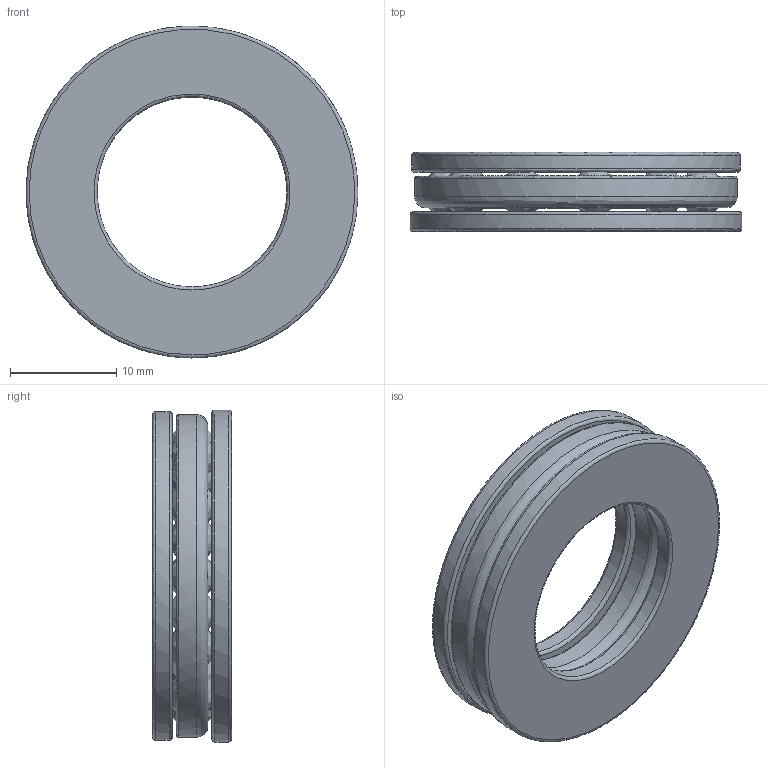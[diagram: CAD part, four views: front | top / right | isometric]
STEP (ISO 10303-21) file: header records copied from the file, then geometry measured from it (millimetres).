
FILE_DESCRIPTION(('FreeCAD Model'),'2;1');
FILE_NAME('Open CASCADE Shape Model','2025-05-03T03:48:39',('FreeCAD'),( 'FreeCAD'),'Open CASCADE STEP processor 7.6','FreeCAD','Unknown');
FILE_SCHEMA(('AUTOMOTIVE_DESIGN { 1 0 10303 214 1 1 1 1 }'));
Length unit declared in the file: millimetre
Products named in the file (1): Open CASCADE STEP translator 7.6 1
Bounding box: 31.29 x 7.45 x 31.29 mm (x, y, z)
Volume: 2625.6 mm3; surface area: 4678.8 mm2
Topology: 14 solids, 14 shells, 75 faces, 215 edges, 147 vertices
Faces by surface type: bspline 75
Entity records: 3816 total; most frequent: CARTESIAN_POINT 2760, ORIENTED_EDGE 364, EDGE_CURVE 182, VERTEX_POINT 136, FACE_BOUND 104, EDGE_LOOP 93, ADVANCED_FACE 75, B_SPLINE_CURVE_WITH_KNOTS 30
